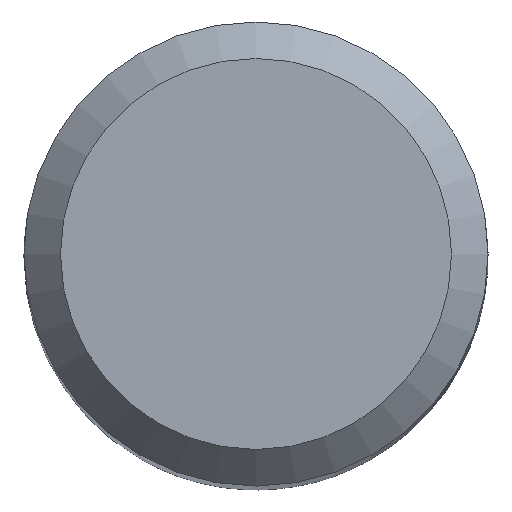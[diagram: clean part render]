
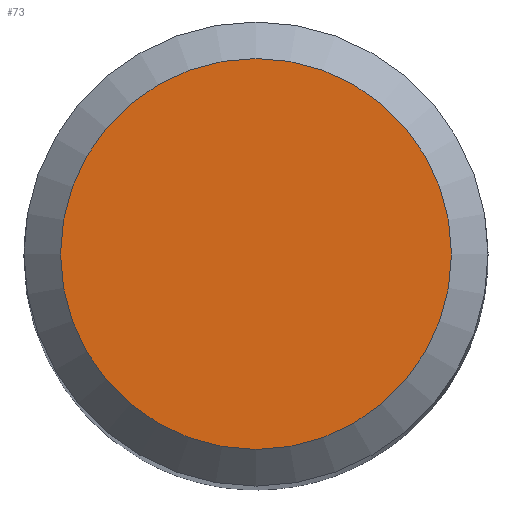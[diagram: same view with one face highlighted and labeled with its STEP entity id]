
A CAD part, top view. The second image highlights one B-rep face of the part: STEP entity #73.
In plain terms, the highlighted planar face has unit normal (0, 0, 1).
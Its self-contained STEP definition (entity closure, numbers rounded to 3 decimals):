
#55=PLANE('',#444);
#73=ADVANCED_FACE('',(#99),#55,.F.);
#99=FACE_OUTER_BOUND('',#122,.T.);
#122=EDGE_LOOP('',(#246));
#167=CIRCLE('',#440,5.35);
#246=ORIENTED_EDGE('',*,*,#346,.T.);
#300=VERTEX_POINT('',#693);
#346=EDGE_CURVE('',#300,#300,#167,.T.);
#440=AXIS2_PLACEMENT_3D('',#692,#508,#509);
#444=AXIS2_PLACEMENT_3D('',#856,#516,#517);
#508=DIRECTION('',(0.,0.,1.));
#509=DIRECTION('',(-1.,0.,0.));
#516=DIRECTION('',(0.,0.,-1.));
#517=DIRECTION('',(1.,0.,0.));
#692=CARTESIAN_POINT('',(0.,0.,0.));
#693=CARTESIAN_POINT('',(-5.35,0.,0.));
#856=CARTESIAN_POINT('',(0.,0.,0.));
